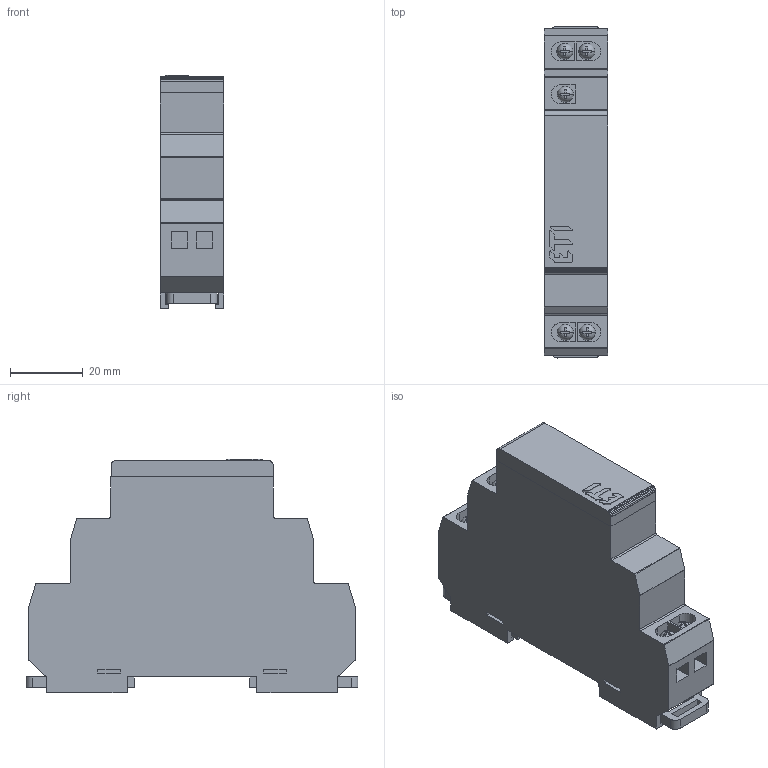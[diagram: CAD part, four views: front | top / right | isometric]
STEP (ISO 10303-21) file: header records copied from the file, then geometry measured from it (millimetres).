
FILE_DESCRIPTION((''),'2;1');
FILE_NAME('ASM0006_ASM','2020-11-05T',('marketing.praksa'),('Audax d.o.o.'),'CREO PARAMETRIC BY PTC INC, 2017480','CREO PARAMETRIC BY PTC INC, 2017480','');
FILE_SCHEMA(('AUTOMOTIVE_DESIGN { 1 0 10303 214 1 1 1 1 }'));
Length unit declared in the file: millimetre
Products named in the file (29): TMP_DWG_75_1_1_1; TMP_DWG_75_ASM_1_1_ASM; TMP_DWG_76_1_1_1; TMP_DWG_76_ASM_1_1_ASM; TMP_DWG_77_1_1_1; TMP_DWG_77_ASM_1_1_ASM; TMP_DWG_78_1_1_1; TMP_DWG_78_ASM_1_1_ASM; TMP_DWG_79_1_1_1; TMP_DWG_79_ASM_1_1_ASM; TMP_DWG_80_1_1_1; TMP_DWG_80_ASM_1_1_ASM; TMP_DWG_81_1_1_1; TMP_DWG_81_ASM_1_1_ASM; TMP_DWG_82_1_1_1; TMP_DWG_82_ASM_1_1_ASM; TMP_DWG_83_1_1_1; TMP_DWG_83_ASM_1_1_ASM; TMP_DWG_84_1_1_1; TMP_DWG_84_ASM_1_1_ASM; TMP_DWG_85_1_1_1_1; TMP_DWG_85_1_2_1_1; TMP_DWG_85_1_3_1_1; TMP_DWG_85_1_ASM_1_1_ASM; TMP_DWG_85_ASM_1_1_ASM; TMP_DWG_86_1_1_1; TMP_DWG_86_ASM_1_1_ASM; DIM_2_ASM_1_1_ASM; ASM0006_ASM
Assembly tree (28 placements, depth 5):
  ASM0006_ASM
    DIM_2_ASM_1_1_ASM
      TMP_DWG_75_ASM_1_1_ASM
        TMP_DWG_75_1_1_1
      TMP_DWG_76_ASM_1_1_ASM
        TMP_DWG_76_1_1_1
      TMP_DWG_77_ASM_1_1_ASM
        TMP_DWG_77_1_1_1
      TMP_DWG_78_ASM_1_1_ASM
        TMP_DWG_78_1_1_1
      TMP_DWG_79_ASM_1_1_ASM
        TMP_DWG_79_1_1_1
      TMP_DWG_80_ASM_1_1_ASM
        TMP_DWG_80_1_1_1
      TMP_DWG_81_ASM_1_1_ASM
        TMP_DWG_81_1_1_1
      TMP_DWG_82_ASM_1_1_ASM
        TMP_DWG_82_1_1_1
      TMP_DWG_83_ASM_1_1_ASM
        TMP_DWG_83_1_1_1
      TMP_DWG_84_ASM_1_1_ASM
        TMP_DWG_84_1_1_1
      TMP_DWG_85_ASM_1_1_ASM
        TMP_DWG_85_1_ASM_1_1_ASM
          TMP_DWG_85_1_1_1_1
          TMP_DWG_85_1_2_1_1
          TMP_DWG_85_1_3_1_1
      TMP_DWG_86_ASM_1_1_ASM
        TMP_DWG_86_1_1_1
Bounding box: 17.51 x 91.33 x 64.26 mm (x, y, z)
Volume: 74136.1 mm3; surface area: 20584.8 mm2
Topology: 14 solids, 14 shells, 341 faces, 910 edges, 607 vertices
Faces by surface type: plane 265, cylinder 35, extrusion 31, sphere 10
Entity records: 14927 total; most frequent: CARTESIAN_POINT 2399, DIRECTION 1854, ORIENTED_EDGE 1820, EDGE_CURVE 910, PRESENTATION_STYLE_ASSIGNMENT 746, STYLED_ITEM 716, VECTOR 714, CURVE_STYLE 695
